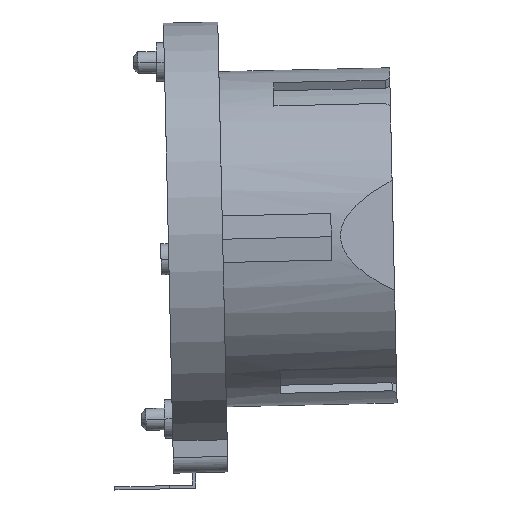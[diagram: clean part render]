
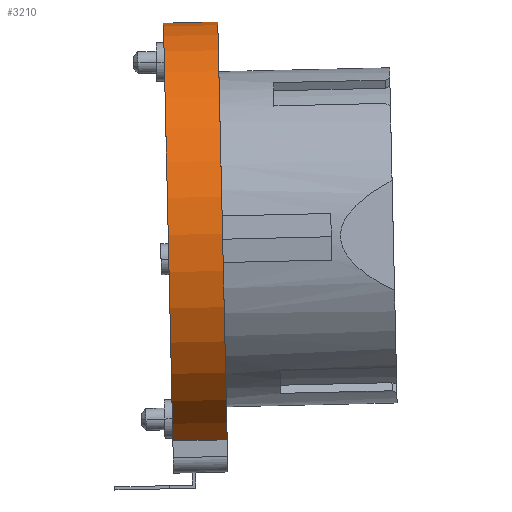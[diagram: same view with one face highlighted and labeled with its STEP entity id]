
A CAD part, front view. The second image highlights one B-rep face of the part: STEP entity #3210.
In plain terms, the highlighted cylindrical face has radius 14 mm (diameter 28 mm), a partial arc.
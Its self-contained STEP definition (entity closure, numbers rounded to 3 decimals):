
#20 = CARTESIAN_POINT ( 'NONE',  ( 1654.53, 0., 455.203 ) ) ;
#121 = DIRECTION ( 'NONE',  ( 1., 0., 0.023 ) ) ;
#339 = CARTESIAN_POINT ( 'NONE',  ( 1654.846, 0., 441.207 ) ) ;
#361 = VECTOR ( 'NONE', #4599, 1000. ) ;
#485 = VECTOR ( 'NONE', #5169, 1000. ) ;
#515 = EDGE_CURVE ( 'NONE', #4110, #5148, #1464, .T. ) ;
#550 = AXIS2_PLACEMENT_3D ( 'NONE', #5013, #5422, #4959 ) ;
#729 = DIRECTION ( 'NONE',  ( 1., 0., 0.023 ) ) ;
#884 = DIRECTION ( 'NONE',  ( 0.021, 0.384, -0.923 ) ) ;
#1040 = AXIS2_PLACEMENT_3D ( 'NONE', #2666, #121, #884 ) ;
#1436 = ORIENTED_EDGE ( 'NONE', *, *, #4295, .F. ) ;
#1464 = CIRCLE ( 'NONE', #1040, 14. ) ;
#2358 = CARTESIAN_POINT ( 'NONE',  ( 1654.53, 0., 455.203 ) ) ;
#2666 = CARTESIAN_POINT ( 'NONE',  ( 1654.846, 0., 441.207 ) ) ;
#2876 = CARTESIAN_POINT ( 'NONE',  ( 1655.137, -5.375, 428.283 ) ) ;
#2928 = CYLINDRICAL_SURFACE ( 'NONE', #5161, 14. ) ;
#2940 = ORIENTED_EDGE ( 'NONE', *, *, #5189, .T. ) ;
#3210 = ADVANCED_FACE ( 'NONE', ( #3932 ), #2928, .T. ) ;
#3211 = ORIENTED_EDGE ( 'NONE', *, *, #515, .T. ) ;
#3259 = LINE ( 'NONE', #20, #485 ) ;
#3309 = CIRCLE ( 'NONE', #550, 14. ) ;
#3322 = CARTESIAN_POINT ( 'NONE',  ( 1658.636, -5.375, 428.362 ) ) ;
#3395 = EDGE_LOOP ( 'NONE', ( #1436, #3211, #4300, #2940 ) ) ;
#3536 = VERTEX_POINT ( 'NONE', #5107 ) ;
#3932 = FACE_OUTER_BOUND ( 'NONE', #3395, .T. ) ;
#4110 = VERTEX_POINT ( 'NONE', #2358 ) ;
#4198 = EDGE_CURVE ( 'NONE', #5369, #5148, #4999, .T. ) ;
#4241 = CARTESIAN_POINT ( 'NONE',  ( 1658.636, -5.375, 428.362 ) ) ;
#4295 = EDGE_CURVE ( 'NONE', #4110, #3536, #3259, .T. ) ;
#4300 = ORIENTED_EDGE ( 'NONE', *, *, #4198, .F. ) ;
#4599 = DIRECTION ( 'NONE',  ( -1., 0., -0.023 ) ) ;
#4959 = DIRECTION ( 'NONE',  ( -0.023, 0., 1. ) ) ;
#4999 = LINE ( 'NONE', #3322, #361 ) ;
#5013 = CARTESIAN_POINT ( 'NONE',  ( 1658.345, 0., 441.286 ) ) ;
#5022 = DIRECTION ( 'NONE',  ( -0.023, 0., 1. ) ) ;
#5107 = CARTESIAN_POINT ( 'NONE',  ( 1658.029, 0., 455.282 ) ) ;
#5148 = VERTEX_POINT ( 'NONE', #2876 ) ;
#5161 = AXIS2_PLACEMENT_3D ( 'NONE', #339, #729, #5022 ) ;
#5169 = DIRECTION ( 'NONE',  ( 1., 0., 0.023 ) ) ;
#5189 = EDGE_CURVE ( 'NONE', #5369, #3536, #3309, .T. ) ;
#5369 = VERTEX_POINT ( 'NONE', #4241 ) ;
#5422 = DIRECTION ( 'NONE',  ( -1., 0., -0.023 ) ) ;
